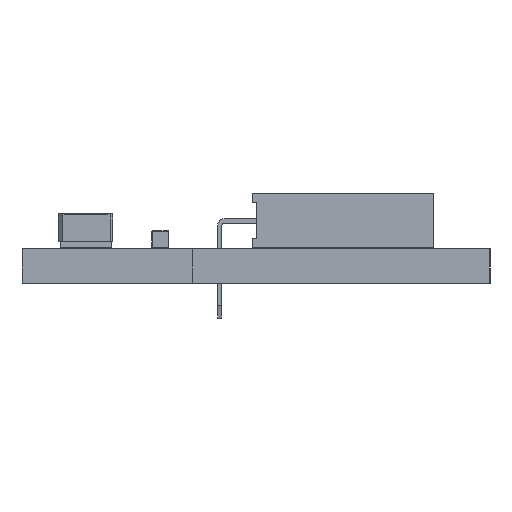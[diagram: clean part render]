
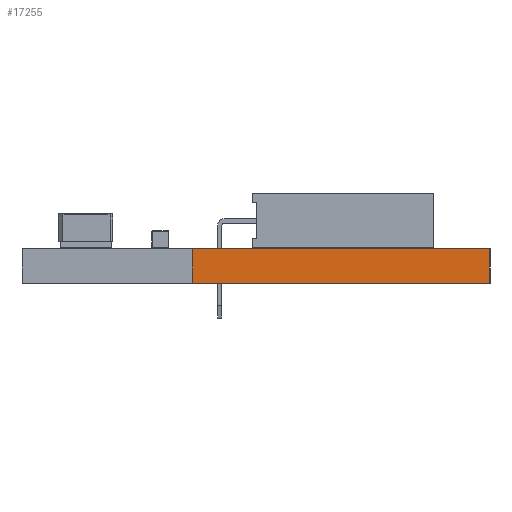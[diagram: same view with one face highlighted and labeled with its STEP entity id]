
A CAD part, left-side view. The second image highlights one B-rep face of the part: STEP entity #17255.
In plain terms, the highlighted planar face has unit normal (-1, 0, 0).
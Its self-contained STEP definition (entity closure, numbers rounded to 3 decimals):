
#17074 = PLANE('',#17075);
#17075 = AXIS2_PLACEMENT_3D('',#17076,#17077,#17078);
#17076 = CARTESIAN_POINT('',(183.,-100.,0.));
#17077 = DIRECTION('',(0.,-1.,0.));
#17078 = DIRECTION('',(-1.,0.,0.));
#17099 = VERTEX_POINT('',#17100);
#17100 = CARTESIAN_POINT('',(117.,-100.,1.6));
#17114 = PLANE('',#17115);
#17115 = AXIS2_PLACEMENT_3D('',#17116,#17117,#17118);
#17116 = CARTESIAN_POINT('',(150.,-87.22,1.6));
#17117 = DIRECTION('',(-0.,-0.,-1.));
#17118 = DIRECTION('',(-1.,0.,0.));
#17126 = EDGE_CURVE('',#17127,#17099,#17129,.T.);
#17127 = VERTEX_POINT('',#17128);
#17128 = CARTESIAN_POINT('',(117.,-100.,0.));
#17129 = SURFACE_CURVE('',#17130,(#17134,#17141),.PCURVE_S1.);
#17130 = LINE('',#17131,#17132);
#17131 = CARTESIAN_POINT('',(117.,-100.,0.));
#17132 = VECTOR('',#17133,1.);
#17133 = DIRECTION('',(0.,0.,1.));
#17134 = PCURVE('',#17074,#17135);
#17135 = DEFINITIONAL_REPRESENTATION('',(#17136),#17140);
#17136 = LINE('',#17137,#17138);
#17137 = CARTESIAN_POINT('',(66.,0.));
#17138 = VECTOR('',#17139,1.);
#17139 = DIRECTION('',(0.,-1.));
#17140 = ( GEOMETRIC_REPRESENTATION_CONTEXT(2) 
PARAMETRIC_REPRESENTATION_CONTEXT() REPRESENTATION_CONTEXT('2D SPACE',''
  ) );
#17141 = PCURVE('',#17142,#17147);
#17142 = PLANE('',#17143);
#17143 = AXIS2_PLACEMENT_3D('',#17144,#17145,#17146);
#17144 = CARTESIAN_POINT('',(117.,-100.,0.));
#17145 = DIRECTION('',(-1.,0.,0.));
#17146 = DIRECTION('',(0.,1.,0.));
#17147 = DEFINITIONAL_REPRESENTATION('',(#17148),#17152);
#17148 = LINE('',#17149,#17150);
#17149 = CARTESIAN_POINT('',(0.,0.));
#17150 = VECTOR('',#17151,1.);
#17151 = DIRECTION('',(0.,-1.));
#17152 = ( GEOMETRIC_REPRESENTATION_CONTEXT(2) 
PARAMETRIC_REPRESENTATION_CONTEXT() REPRESENTATION_CONTEXT('2D SPACE',''
  ) );
#17168 = PLANE('',#17169);
#17169 = AXIS2_PLACEMENT_3D('',#17170,#17171,#17172);
#17170 = CARTESIAN_POINT('',(150.,-87.22,0.));
#17171 = DIRECTION('',(-0.,-0.,-1.));
#17172 = DIRECTION('',(-1.,0.,0.));
#17255 = ADVANCED_FACE('',(#17256),#17142,.T.);
#17256 = FACE_BOUND('',#17257,.T.);
#17257 = EDGE_LOOP('',(#17258,#17259,#17282,#17310));
#17258 = ORIENTED_EDGE('',*,*,#17126,.T.);
#17259 = ORIENTED_EDGE('',*,*,#17260,.T.);
#17260 = EDGE_CURVE('',#17099,#17261,#17263,.T.);
#17261 = VERTEX_POINT('',#17262);
#17262 = CARTESIAN_POINT('',(117.,-86.,1.6));
#17263 = SURFACE_CURVE('',#17264,(#17268,#17275),.PCURVE_S1.);
#17264 = LINE('',#17265,#17266);
#17265 = CARTESIAN_POINT('',(117.,-100.,1.6));
#17266 = VECTOR('',#17267,1.);
#17267 = DIRECTION('',(0.,1.,0.));
#17268 = PCURVE('',#17142,#17269);
#17269 = DEFINITIONAL_REPRESENTATION('',(#17270),#17274);
#17270 = LINE('',#17271,#17272);
#17271 = CARTESIAN_POINT('',(0.,-1.6));
#17272 = VECTOR('',#17273,1.);
#17273 = DIRECTION('',(1.,0.));
#17274 = ( GEOMETRIC_REPRESENTATION_CONTEXT(2) 
PARAMETRIC_REPRESENTATION_CONTEXT() REPRESENTATION_CONTEXT('2D SPACE',''
  ) );
#17275 = PCURVE('',#17114,#17276);
#17276 = DEFINITIONAL_REPRESENTATION('',(#17277),#17281);
#17277 = LINE('',#17278,#17279);
#17278 = CARTESIAN_POINT('',(33.,-12.78));
#17279 = VECTOR('',#17280,1.);
#17280 = DIRECTION('',(0.,1.));
#17281 = ( GEOMETRIC_REPRESENTATION_CONTEXT(2) 
PARAMETRIC_REPRESENTATION_CONTEXT() REPRESENTATION_CONTEXT('2D SPACE',''
  ) );
#17282 = ORIENTED_EDGE('',*,*,#17283,.F.);
#17283 = EDGE_CURVE('',#17284,#17261,#17286,.T.);
#17284 = VERTEX_POINT('',#17285);
#17285 = CARTESIAN_POINT('',(117.,-86.,0.));
#17286 = SURFACE_CURVE('',#17287,(#17291,#17298),.PCURVE_S1.);
#17287 = LINE('',#17288,#17289);
#17288 = CARTESIAN_POINT('',(117.,-86.,0.));
#17289 = VECTOR('',#17290,1.);
#17290 = DIRECTION('',(0.,0.,1.));
#17291 = PCURVE('',#17142,#17292);
#17292 = DEFINITIONAL_REPRESENTATION('',(#17293),#17297);
#17293 = LINE('',#17294,#17295);
#17294 = CARTESIAN_POINT('',(14.,0.));
#17295 = VECTOR('',#17296,1.);
#17296 = DIRECTION('',(0.,-1.));
#17297 = ( GEOMETRIC_REPRESENTATION_CONTEXT(2) 
PARAMETRIC_REPRESENTATION_CONTEXT() REPRESENTATION_CONTEXT('2D SPACE',''
  ) );
#17298 = PCURVE('',#17299,#17304);
#17299 = PLANE('',#17300);
#17300 = AXIS2_PLACEMENT_3D('',#17301,#17302,#17303);
#17301 = CARTESIAN_POINT('',(117.,-86.,0.));
#17302 = DIRECTION('',(0.,-1.,0.));
#17303 = DIRECTION('',(-1.,0.,0.));
#17304 = DEFINITIONAL_REPRESENTATION('',(#17305),#17309);
#17305 = LINE('',#17306,#17307);
#17306 = CARTESIAN_POINT('',(0.,-0.));
#17307 = VECTOR('',#17308,1.);
#17308 = DIRECTION('',(0.,-1.));
#17309 = ( GEOMETRIC_REPRESENTATION_CONTEXT(2) 
PARAMETRIC_REPRESENTATION_CONTEXT() REPRESENTATION_CONTEXT('2D SPACE',''
  ) );
#17310 = ORIENTED_EDGE('',*,*,#17311,.F.);
#17311 = EDGE_CURVE('',#17127,#17284,#17312,.T.);
#17312 = SURFACE_CURVE('',#17313,(#17317,#17324),.PCURVE_S1.);
#17313 = LINE('',#17314,#17315);
#17314 = CARTESIAN_POINT('',(117.,-100.,0.));
#17315 = VECTOR('',#17316,1.);
#17316 = DIRECTION('',(0.,1.,0.));
#17317 = PCURVE('',#17142,#17318);
#17318 = DEFINITIONAL_REPRESENTATION('',(#17319),#17323);
#17319 = LINE('',#17320,#17321);
#17320 = CARTESIAN_POINT('',(0.,0.));
#17321 = VECTOR('',#17322,1.);
#17322 = DIRECTION('',(1.,0.));
#17323 = ( GEOMETRIC_REPRESENTATION_CONTEXT(2) 
PARAMETRIC_REPRESENTATION_CONTEXT() REPRESENTATION_CONTEXT('2D SPACE',''
  ) );
#17324 = PCURVE('',#17168,#17325);
#17325 = DEFINITIONAL_REPRESENTATION('',(#17326),#17330);
#17326 = LINE('',#17327,#17328);
#17327 = CARTESIAN_POINT('',(33.,-12.78));
#17328 = VECTOR('',#17329,1.);
#17329 = DIRECTION('',(0.,1.));
#17330 = ( GEOMETRIC_REPRESENTATION_CONTEXT(2) 
PARAMETRIC_REPRESENTATION_CONTEXT() REPRESENTATION_CONTEXT('2D SPACE',''
  ) );
